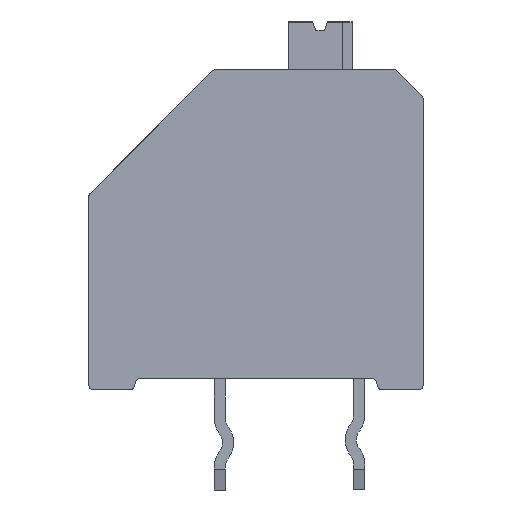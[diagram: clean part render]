
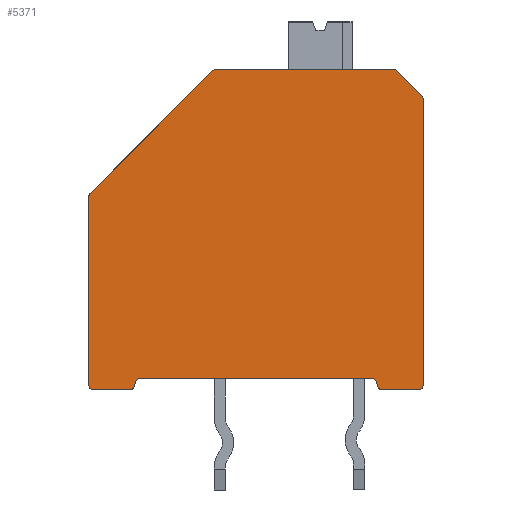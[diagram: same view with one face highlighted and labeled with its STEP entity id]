
A CAD part, front view. The second image highlights one B-rep face of the part: STEP entity #5371.
In plain terms, the highlighted planar face has unit normal (0, -1, 0).
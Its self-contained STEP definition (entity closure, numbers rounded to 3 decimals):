
#220=PLANE('',#5784);
#341=CIRCLE('',#5674,0.17);
#342=CIRCLE('',#5678,0.17);
#344=CIRCLE('',#5682,0.17);
#346=CIRCLE('',#5686,0.17);
#348=CIRCLE('',#5690,0.17);
#350=CIRCLE('',#5694,0.17);
#352=CIRCLE('',#5698,0.17);
#354=CIRCLE('',#5702,0.17);
#356=CIRCLE('',#5706,0.17);
#358=CIRCLE('',#5710,0.17);
#1475=ORIENTED_EDGE('',*,*,#1890,.T.);
#1476=ORIENTED_EDGE('',*,*,#1897,.F.);
#1477=ORIENTED_EDGE('',*,*,#1876,.F.);
#1478=ORIENTED_EDGE('',*,*,#1952,.F.);
#1479=ORIENTED_EDGE('',*,*,#1949,.T.);
#1480=ORIENTED_EDGE('',*,*,#1946,.F.);
#1481=ORIENTED_EDGE('',*,*,#1943,.T.);
#1482=ORIENTED_EDGE('',*,*,#1940,.F.);
#1483=ORIENTED_EDGE('',*,*,#1937,.T.);
#1484=ORIENTED_EDGE('',*,*,#1934,.T.);
#1485=ORIENTED_EDGE('',*,*,#1931,.T.);
#1486=ORIENTED_EDGE('',*,*,#1924,.T.);
#1487=ORIENTED_EDGE('',*,*,#1921,.T.);
#1488=ORIENTED_EDGE('',*,*,#1918,.F.);
#1489=ORIENTED_EDGE('',*,*,#1915,.T.);
#1490=ORIENTED_EDGE('',*,*,#1912,.F.);
#1491=ORIENTED_EDGE('',*,*,#1909,.T.);
#1492=ORIENTED_EDGE('',*,*,#1906,.F.);
#1493=ORIENTED_EDGE('',*,*,#1903,.F.);
#1494=ORIENTED_EDGE('',*,*,#1900,.F.);
#1876=EDGE_CURVE('',#2309,#2310,#2675,.T.);
#1890=EDGE_CURVE('',#2324,#2323,#2688,.T.);
#1897=EDGE_CURVE('',#2310,#2323,#341,.F.);
#1900=EDGE_CURVE('',#2324,#2331,#342,.F.);
#1903=EDGE_CURVE('',#2331,#2333,#2695,.T.);
#1906=EDGE_CURVE('',#2333,#2335,#344,.F.);
#1909=EDGE_CURVE('',#2337,#2335,#2699,.T.);
#1912=EDGE_CURVE('',#2337,#2339,#346,.F.);
#1915=EDGE_CURVE('',#2341,#2339,#2703,.T.);
#1918=EDGE_CURVE('',#2341,#2343,#348,.F.);
#1921=EDGE_CURVE('',#2345,#2343,#2707,.T.);
#1924=EDGE_CURVE('',#2347,#2345,#350,.F.);
#1931=EDGE_CURVE('',#2353,#2347,#2715,.T.);
#1934=EDGE_CURVE('',#2355,#2353,#352,.F.);
#1937=EDGE_CURVE('',#2357,#2355,#2719,.T.);
#1940=EDGE_CURVE('',#2357,#2359,#354,.F.);
#1943=EDGE_CURVE('',#2361,#2359,#2723,.T.);
#1946=EDGE_CURVE('',#2361,#2363,#356,.F.);
#1949=EDGE_CURVE('',#2365,#2363,#2727,.T.);
#1952=EDGE_CURVE('',#2365,#2309,#358,.F.);
#2309=VERTEX_POINT('',#7770);
#2310=VERTEX_POINT('',#7772);
#2323=VERTEX_POINT('',#7799);
#2324=VERTEX_POINT('',#7801);
#2331=VERTEX_POINT('',#7820);
#2333=VERTEX_POINT('',#7826);
#2335=VERTEX_POINT('',#7832);
#2337=VERTEX_POINT('',#7838);
#2339=VERTEX_POINT('',#7844);
#2341=VERTEX_POINT('',#7850);
#2343=VERTEX_POINT('',#7856);
#2345=VERTEX_POINT('',#7862);
#2347=VERTEX_POINT('',#7868);
#2353=VERTEX_POINT('',#7882);
#2355=VERTEX_POINT('',#7888);
#2357=VERTEX_POINT('',#7894);
#2359=VERTEX_POINT('',#7900);
#2361=VERTEX_POINT('',#7906);
#2363=VERTEX_POINT('',#7912);
#2365=VERTEX_POINT('',#7918);
#2675=LINE('',#7771,#3049);
#2688=LINE('',#7800,#3062);
#2695=LINE('',#7825,#3069);
#2699=LINE('',#7837,#3073);
#2703=LINE('',#7849,#3077);
#2707=LINE('',#7861,#3081);
#2715=LINE('',#7881,#3089);
#2719=LINE('',#7893,#3093);
#2723=LINE('',#7905,#3097);
#2727=LINE('',#7917,#3101);
#3049=VECTOR('',#6598,1000.);
#3062=VECTOR('',#6615,1000.);
#3069=VECTOR('',#6640,1000.);
#3073=VECTOR('',#6652,1000.);
#3077=VECTOR('',#6664,1000.);
#3081=VECTOR('',#6676,1000.);
#3089=VECTOR('',#6692,1000.);
#3093=VECTOR('',#6704,1000.);
#3097=VECTOR('',#6716,1000.);
#3101=VECTOR('',#6728,1000.);
#3396=EDGE_LOOP('',(#1475,#1476,#1477,#1478,#1479,#1480,#1481,#1482,#1483,
#1484,#1485,#1486,#1487,#1488,#1489,#1490,#1491,#1492,#1493,#1494));
#3620=FACE_BOUND('',#3396,.T.);
#5371=ADVANCED_FACE('',(#3620),#220,.T.);
#5674=AXIS2_PLACEMENT_3D('',#7814,#6625,#6626);
#5678=AXIS2_PLACEMENT_3D('',#7819,#6633,#6634);
#5682=AXIS2_PLACEMENT_3D('',#7831,#6645,#6646);
#5686=AXIS2_PLACEMENT_3D('',#7843,#6657,#6658);
#5690=AXIS2_PLACEMENT_3D('',#7855,#6669,#6670);
#5694=AXIS2_PLACEMENT_3D('',#7867,#6681,#6682);
#5698=AXIS2_PLACEMENT_3D('',#7887,#6697,#6698);
#5702=AXIS2_PLACEMENT_3D('',#7899,#6709,#6710);
#5706=AXIS2_PLACEMENT_3D('',#7911,#6721,#6722);
#5710=AXIS2_PLACEMENT_3D('',#7923,#6733,#6734);
#5784=AXIS2_PLACEMENT_3D('',#8150,#6950,#6951);
#6598=DIRECTION('',(0.707,0.,0.707));
#6615=DIRECTION('',(-1.,0.,0.));
#6625=DIRECTION('',(0.,-1.,0.));
#6626=DIRECTION('',(0.,0.,-1.));
#6633=DIRECTION('',(0.,-1.,0.));
#6634=DIRECTION('',(0.,0.,-1.));
#6640=DIRECTION('',(0.707,0.,-0.707));
#6645=DIRECTION('',(0.,-1.,0.));
#6646=DIRECTION('',(0.,0.,-1.));
#6652=DIRECTION('',(0.,0.,1.));
#6657=DIRECTION('',(0.,-1.,0.));
#6658=DIRECTION('',(0.,0.,-1.));
#6664=DIRECTION('',(1.,0.,0.));
#6669=DIRECTION('',(0.,-1.,0.));
#6670=DIRECTION('',(0.,0.,-1.));
#6676=DIRECTION('',(0.259,0.,-0.966));
#6681=DIRECTION('',(0.,-1.,0.));
#6682=DIRECTION('',(0.,0.,-1.));
#6692=DIRECTION('',(1.,0.,0.));
#6697=DIRECTION('',(0.,-1.,0.));
#6698=DIRECTION('',(0.,0.,-1.));
#6704=DIRECTION('',(0.259,0.,0.966));
#6709=DIRECTION('',(0.,-1.,0.));
#6710=DIRECTION('',(0.,0.,-1.));
#6716=DIRECTION('',(1.,0.,0.));
#6721=DIRECTION('',(0.,-1.,0.));
#6722=DIRECTION('',(0.,0.,-1.));
#6728=DIRECTION('',(0.,0.,-1.));
#6733=DIRECTION('',(0.,-1.,0.));
#6734=DIRECTION('',(0.,0.,-1.));
#6950=DIRECTION('',(0.,-1.,0.));
#6951=DIRECTION('',(0.,0.,-1.));
#7770=CARTESIAN_POINT('',(0.05,-1.75,6.88));
#7771=CARTESIAN_POINT('',(1.847,-1.75,8.677));
#7772=CARTESIAN_POINT('',(4.45,-1.75,11.28));
#7799=CARTESIAN_POINT('',(4.57,-1.75,11.33));
#7800=CARTESIAN_POINT('',(12.,-1.75,11.33));
#7801=CARTESIAN_POINT('',(10.93,-1.75,11.33));
#7814=CARTESIAN_POINT('',(4.57,-1.75,11.16));
#7819=CARTESIAN_POINT('',(10.93,-1.75,11.16));
#7820=CARTESIAN_POINT('',(11.05,-1.75,11.28));
#7825=CARTESIAN_POINT('',(11.5,-1.75,10.83));
#7826=CARTESIAN_POINT('',(11.95,-1.75,10.38));
#7831=CARTESIAN_POINT('',(11.83,-1.75,10.26));
#7832=CARTESIAN_POINT('',(12.,-1.75,10.26));
#7837=CARTESIAN_POINT('',(12.,-1.75,-0.17));
#7838=CARTESIAN_POINT('',(12.,-1.75,0.));
#7843=CARTESIAN_POINT('',(11.83,-1.75,0.));
#7844=CARTESIAN_POINT('',(11.83,-1.75,-0.17));
#7849=CARTESIAN_POINT('',(0.,-1.75,-0.17));
#7850=CARTESIAN_POINT('',(10.53,-1.75,-0.17));
#7855=CARTESIAN_POINT('',(10.53,-1.75,0.));
#7856=CARTESIAN_POINT('',(10.366,-1.75,-0.044));
#7861=CARTESIAN_POINT('',(10.774,-1.75,-1.566));
#7862=CARTESIAN_POINT('',(10.327,-1.75,0.104));
#7867=CARTESIAN_POINT('',(10.162,-1.75,0.06));
#7868=CARTESIAN_POINT('',(10.162,-1.75,0.23));
#7881=CARTESIAN_POINT('',(10.493,-1.75,0.23));
#7882=CARTESIAN_POINT('',(1.838,-1.75,0.23));
#7887=CARTESIAN_POINT('',(1.838,-1.75,0.06));
#7888=CARTESIAN_POINT('',(1.673,-1.75,0.104));
#7893=CARTESIAN_POINT('',(1.707,-1.75,0.23));
#7894=CARTESIAN_POINT('',(1.634,-1.75,-0.044));
#7899=CARTESIAN_POINT('',(1.47,-1.75,0.));
#7900=CARTESIAN_POINT('',(1.47,-1.75,-0.17));
#7905=CARTESIAN_POINT('',(0.,-1.75,-0.17));
#7906=CARTESIAN_POINT('',(0.17,-1.75,-0.17));
#7911=CARTESIAN_POINT('',(0.17,-1.75,0.));
#7912=CARTESIAN_POINT('',(0.,-1.75,0.));
#7917=CARTESIAN_POINT('',(0.,-1.75,11.33));
#7918=CARTESIAN_POINT('',(0.,-1.75,6.76));
#7923=CARTESIAN_POINT('',(0.17,-1.75,6.76));
#8150=CARTESIAN_POINT('',(0.,-1.75,0.));
